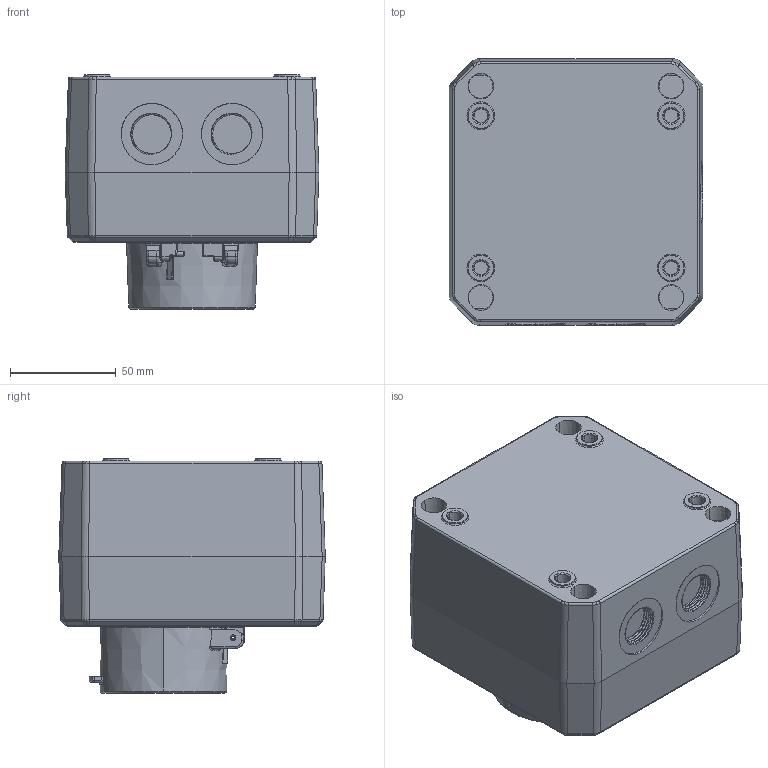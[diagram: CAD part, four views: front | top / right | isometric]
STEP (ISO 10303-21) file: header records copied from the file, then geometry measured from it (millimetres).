
FILE_DESCRIPTION (( 'STEP AP203' ), '1' );
FILE_NAME ('D154-05-101-3D_Issue_1.STEP', '2020-03-31T07:53:08', ( '' ), ( '' ), 'SwSTEP 2.0', 'SolidWorks 2020', '' );
FILE_SCHEMA (( 'CONFIG_CONTROL_DESIGN' ));
Length unit declared in the file: millimetre
Products named in the file (1): D154-05-101-3D_Issue_1
Bounding box: 120 x 126 x 110.7 mm (x, y, z)
Volume: 1204335.1 mm3; surface area: 89832.6 mm2
Topology: 4 solids, 33 shells, 1077 faces, 2518 edges, 1537 vertices
Faces by surface type: plane 331, cylinder 329, bspline 189, cone 121, torus 81, sphere 26
Entity records: 74502 total; most frequent: CARTESIAN_POINT 51832, ORIENTED_EDGE 5012, DIRECTION 4364, EDGE_CURVE 2506, AXIS2_PLACEMENT_3D 1697, VERTEX_POINT 1537, EDGE_LOOP 1149, ADVANCED_FACE 1077
